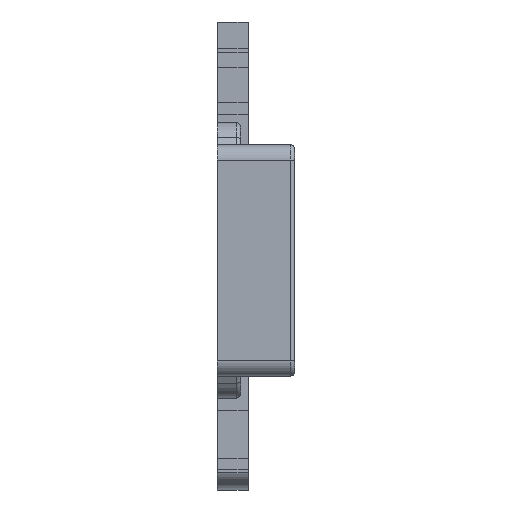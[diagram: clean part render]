
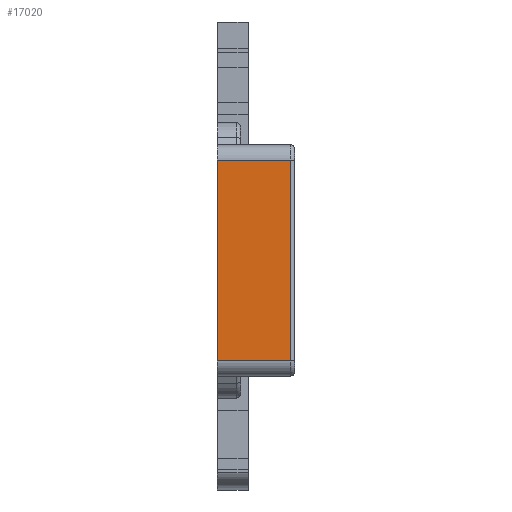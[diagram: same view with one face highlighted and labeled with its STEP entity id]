
A CAD part, front view. The second image highlights one B-rep face of the part: STEP entity #17020.
In plain terms, the highlighted face is planar.
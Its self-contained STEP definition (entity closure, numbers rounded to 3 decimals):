
#1658=FACE_OUTER_BOUND($,#2577,.T.);
#2577=EDGE_LOOP($,(#15368,#15369,#15370,#15371));
#3281=LINE($,#25512,#5247);
#4588=LINE($,#28926,#6554);
#4592=LINE($,#28938,#6558);
#4593=LINE($,#28940,#6559);
#5247=VECTOR($,#18839,26.);
#6554=VECTOR($,#21340,26.);
#6558=VECTOR($,#21358,9.5);
#6559=VECTOR($,#21361,9.5);
#7273=VERTEX_POINT($,#25509);
#7274=VERTEX_POINT($,#25511);
#8146=VERTEX_POINT($,#28920);
#8147=VERTEX_POINT($,#28924);
#9145=EDGE_CURVE($,#7274,#7273,#3281,.T.);
#10568=EDGE_CURVE($,#8146,#8147,#4588,.T.);
#10574=EDGE_CURVE($,#7273,#8147,#4592,.T.);
#10575=EDGE_CURVE($,#7274,#8146,#4593,.T.);
#15368=ORIENTED_EDGE($,*,*,#10568,.F.);
#15369=ORIENTED_EDGE($,*,*,#10575,.F.);
#15370=ORIENTED_EDGE($,*,*,#9145,.T.);
#15371=ORIENTED_EDGE($,*,*,#10574,.T.);
#16182=PLANE($,#17829);
#17020=ADVANCED_FACE($,(#1658),#16182,.T.);
#17829=AXIS2_PLACEMENT_3D($,#28939,#21359,#21360);
#18839=DIRECTION($,(0.,1.,0.));
#21340=DIRECTION($,(0.,1.,0.));
#21358=DIRECTION($,(1.,0.,0.));
#21359=DIRECTION('center_axis',(0.,0.,-1.));
#21360=DIRECTION('ref_axis',(0.,1.,0.));
#21361=DIRECTION($,(1.,0.,0.));
#25509=CARTESIAN_POINT('',(0.,13.,-73.936));
#25511=CARTESIAN_POINT('',(0.,-13.,-73.936));
#25512=CARTESIAN_POINT($,(0.,-13.,-73.936));
#28920=CARTESIAN_POINT('',(9.5,-13.,-73.936));
#28924=CARTESIAN_POINT('',(9.5,13.,-73.936));
#28926=CARTESIAN_POINT($,(9.5,-6.552,-73.936));
#28938=CARTESIAN_POINT($,(0.,13.,-73.936));
#28939=CARTESIAN_POINT('Origin',(0.,-13.,-73.936));
#28940=CARTESIAN_POINT($,(0.,-13.,-73.936));
